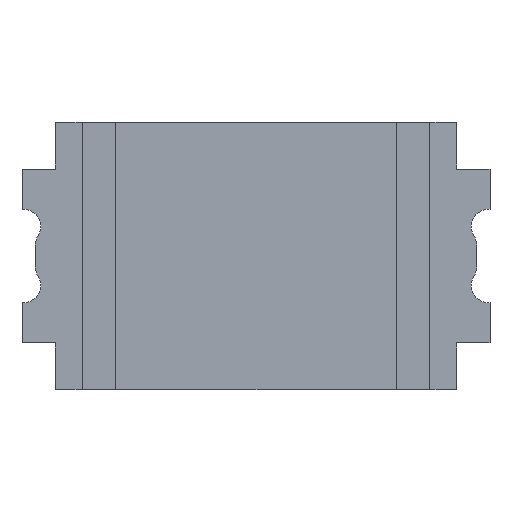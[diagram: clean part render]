
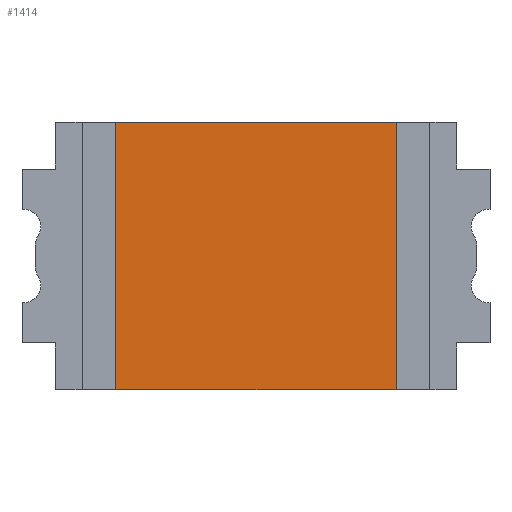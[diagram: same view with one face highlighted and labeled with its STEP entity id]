
A CAD part, front view. The second image highlights one B-rep face of the part: STEP entity #1414.
In plain terms, the highlighted planar face has unit normal (0, -1, 0).
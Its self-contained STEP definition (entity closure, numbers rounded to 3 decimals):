
#13=DIRECTION('',(1.,0.,0.));
#14=VECTOR('',#13,2.1);
#15=CARTESIAN_POINT('',(-1.05,0.,-1.));
#16=LINE('',#15,#14);
#161=DIRECTION('',(1.,0.,0.));
#162=VECTOR('',#161,2.1);
#163=CARTESIAN_POINT('',(-1.05,0.,1.));
#164=LINE('',#163,#162);
#513=DIRECTION('',(0.,0.,1.));
#514=VECTOR('',#513,2.);
#515=CARTESIAN_POINT('',(1.05,0.,-1.));
#516=LINE('',#515,#514);
#517=DIRECTION('',(0.,0.,1.));
#518=VECTOR('',#517,2.);
#519=CARTESIAN_POINT('',(-1.05,0.,-1.));
#520=LINE('',#519,#518);
#581=CARTESIAN_POINT('',(-1.05,0.,-1.));
#582=VERTEX_POINT('',#581);
#583=CARTESIAN_POINT('',(1.05,0.,-1.));
#584=VERTEX_POINT('',#583);
#593=CARTESIAN_POINT('',(-1.05,0.,1.));
#594=VERTEX_POINT('',#593);
#595=CARTESIAN_POINT('',(1.05,0.,1.));
#596=VERTEX_POINT('',#595);
#1402=CARTESIAN_POINT('',(-1.05,0.,-1.));
#1403=DIRECTION('',(0.,-1.,0.));
#1404=DIRECTION('',(1.,0.,0.));
#1405=AXIS2_PLACEMENT_3D('',#1402,#1403,#1404);
#1406=PLANE('',#1405);
#1407=ORIENTED_EDGE('',*,*,#770,.F.);
#1409=ORIENTED_EDGE('',*,*,#1408,.T.);
#1410=ORIENTED_EDGE('',*,*,#905,.T.);
#1411=ORIENTED_EDGE('',*,*,#1395,.F.);
#1412=EDGE_LOOP('',(#1407,#1409,#1410,#1411));
#1413=FACE_OUTER_BOUND('',#1412,.F.);
#770=EDGE_CURVE('',#582,#584,#16,.T.);
#905=EDGE_CURVE('',#594,#596,#164,.T.);
#1395=EDGE_CURVE('',#584,#596,#516,.T.);
#1408=EDGE_CURVE('',#582,#594,#520,.T.);
#1414=ADVANCED_FACE('',(#1413),#1406,.T.);
